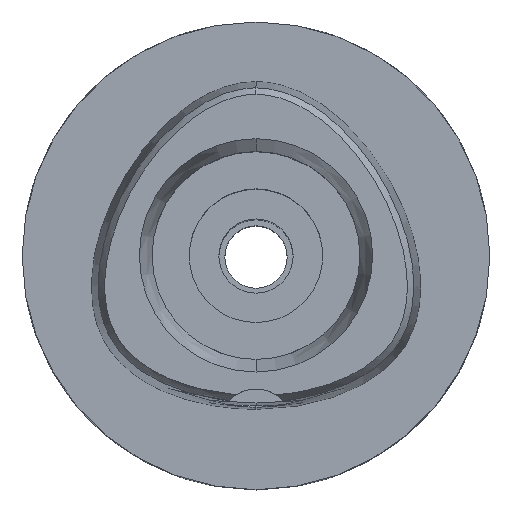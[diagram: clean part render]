
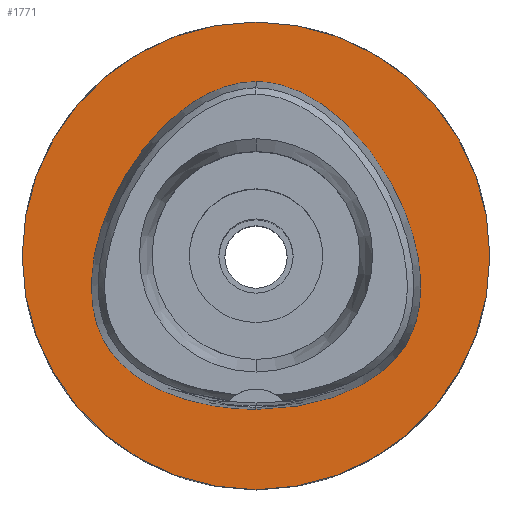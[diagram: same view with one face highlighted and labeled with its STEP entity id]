
A CAD part, top view. The second image highlights one B-rep face of the part: STEP entity #1771.
In plain terms, the highlighted planar face has unit normal (0, 0, 1).
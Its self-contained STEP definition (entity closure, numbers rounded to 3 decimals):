
#94 = CARTESIAN_POINT ( 'NONE',  ( -20.35, -11.749, 0. ) ) ;
#119 = CARTESIAN_POINT ( 'NONE',  ( -16.959, -15.678, 0. ) ) ;
#124 = DIRECTION ( 'NONE',  ( 0., 1., 0. ) ) ;
#141 = CARTESIAN_POINT ( 'NONE',  ( -7.571, 21.315, 0. ) ) ;
#274 = CARTESIAN_POINT ( 'NONE',  ( 2.565, 23.293, 0. ) ) ;
#296 = CARTESIAN_POINT ( 'NONE',  ( 16.959, -15.678, 0. ) ) ;
#396 = EDGE_CURVE ( 'NONE', #4910, #4441, #1459, .T. ) ;
#398 = AXIS2_PLACEMENT_3D ( 'NONE', #445, #1598, #3081 ) ;
#445 = CARTESIAN_POINT ( 'NONE',  ( 0., 0., 0. ) ) ;
#476 = CARTESIAN_POINT ( 'NONE',  ( -2.565, 23.293, 0. ) ) ;
#508 = CARTESIAN_POINT ( 'NONE',  ( -22.057, -6.848, 0. ) ) ;
#756 = FACE_BOUND ( 'NONE', #1095, .T. ) ;
#870 = EDGE_CURVE ( 'NONE', #4441, #4910, #3414, .T. ) ;
#922 = CARTESIAN_POINT ( 'NONE',  ( -2.114, -20.675, 0. ) ) ;
#937 = CARTESIAN_POINT ( 'NONE',  ( 0., 23.475, 0. ) ) ;
#1002 = CARTESIAN_POINT ( 'NONE',  ( 14.673, -17.214, 0. ) ) ;
#1049 = CARTESIAN_POINT ( 'NONE',  ( 20.749, 4.657, 0. ) ) ;
#1082 = ORIENTED_EDGE ( 'NONE', *, *, #2952, .F. ) ;
#1095 = EDGE_LOOP ( 'NONE', ( #2514, #3273 ) ) ;
#1098 = CARTESIAN_POINT ( 'NONE',  ( 14.408, 15.641, 0. ) ) ;
#1293 = CARTESIAN_POINT ( 'NONE',  ( -20.749, 4.657, 0. ) ) ;
#1350 = CARTESIAN_POINT ( 'NONE',  ( -11.233, -18.893, 0. ) ) ;
#1459 = B_SPLINE_CURVE_WITH_KNOTS ( 'NONE', 3,
 ( #4196, #4494, #4959, #1476, #1002, #296, #4145, #2543, #4597, #4121, #2564, #2954, #2239, #1846, #1049, #2191, #1098, #3792, #3429, #4988, #274, #2927, #1778 ),
 .UNSPECIFIED., .F., .F.,
 ( 4, 1, 1, 1, 1, 1, 1, 1, 1, 1, 1, 1, 1, 1, 1, 1, 1, 1, 1, 1, 4 ),
 ( 0., 0.083, 0.167, 0.208, 0.25, 0.292, 0.312, 0.333, 0.354, 0.375, 0.417, 0.458, 0.5, 0.583, 0.667, 0.75, 0.833, 0.875, 0.917, 0.958, 1. ),
 .UNSPECIFIED. ) ;
#1470 = CARTESIAN_POINT ( 'NONE',  ( 0., -31.5, 0. ) ) ;
#1476 = CARTESIAN_POINT ( 'NONE',  ( 11.233, -18.893, 0. ) ) ;
#1598 = DIRECTION ( 'NONE',  ( 0., 0., -1. ) ) ;
#1655 = CARTESIAN_POINT ( 'NONE',  ( -6.341, -20.298, 0. ) ) ;
#1730 = CARTESIAN_POINT ( 'NONE',  ( -20.932, -10.604, 0. ) ) ;
#1749 = CARTESIAN_POINT ( 'NONE',  ( 0., 31.5, 0. ) ) ;
#1771 = ADVANCED_FACE ( 'NONE', ( #3859, #756 ), #3881, .F. ) ;
#1778 = CARTESIAN_POINT ( 'NONE',  ( 0., 23.475, 0. ) ) ;
#1846 = CARTESIAN_POINT ( 'NONE',  ( 21.978, -0.281, 0. ) ) ;
#2062 = CARTESIAN_POINT ( 'NONE',  ( -10.746, 19.174, 0. ) ) ;
#2191 = CARTESIAN_POINT ( 'NONE',  ( 18.068, 10.432, 0. ) ) ;
#2199 = CIRCLE ( 'NONE', #3427, 31.5 ) ;
#2239 = CARTESIAN_POINT ( 'NONE',  ( 22.245, -4.1, 0. ) ) ;
#2392 = VERTEX_POINT ( 'NONE', #1749 ) ;
#2514 = ORIENTED_EDGE ( 'NONE', *, *, #870, .F. ) ;
#2517 = CARTESIAN_POINT ( 'NONE',  ( -21.555, -8.996, 0. ) ) ;
#2543 = CARTESIAN_POINT ( 'NONE',  ( 19.649, -12.825, 0. ) ) ;
#2564 = CARTESIAN_POINT ( 'NONE',  ( 21.555, -8.996, 0. ) ) ;
#2706 = EDGE_CURVE ( 'NONE', #4790, #2392, #2199, .T. ) ;
#2902 = CARTESIAN_POINT ( 'NONE',  ( -18.568, -14.169, 0. ) ) ;
#2927 = CARTESIAN_POINT ( 'NONE',  ( 0.855, 23.475, 0. ) ) ;
#2952 = EDGE_CURVE ( 'NONE', #2392, #4790, #4001, .T. ) ;
#2954 = CARTESIAN_POINT ( 'NONE',  ( 22.057, -6.848, 0. ) ) ;
#3081 = DIRECTION ( 'NONE',  ( 0., -1., 0. ) ) ;
#3156 = DIRECTION ( 'NONE',  ( 0., 0., -1. ) ) ;
#3273 = ORIENTED_EDGE ( 'NONE', *, *, #396, .F. ) ;
#3414 = B_SPLINE_CURVE_WITH_KNOTS ( 'NONE', 3,
 ( #4417, #4861, #476, #4393, #141, #2062, #3686, #4835, #1293, #3605, #4092, #508, #2517, #1730, #94, #3634, #2902, #119, #3577, #1350, #1655, #922, #4372 ),
 .UNSPECIFIED., .F., .F.,
 ( 4, 1, 1, 1, 1, 1, 1, 1, 1, 1, 1, 1, 1, 1, 1, 1, 1, 1, 1, 1, 4 ),
 ( 0., 0.042, 0.083, 0.125, 0.167, 0.25, 0.333, 0.417, 0.5, 0.542, 0.583, 0.625, 0.646, 0.667, 0.688, 0.708, 0.75, 0.792, 0.833, 0.917, 1. ),
 .UNSPECIFIED. ) ;
#3427 = AXIS2_PLACEMENT_3D ( 'NONE', #4312, #3156, #3951 ) ;
#3429 = CARTESIAN_POINT ( 'NONE',  ( 7.571, 21.315, 0. ) ) ;
#3552 = ORIENTED_EDGE ( 'NONE', *, *, #2706, .F. ) ;
#3577 = CARTESIAN_POINT ( 'NONE',  ( -14.673, -17.214, 0. ) ) ;
#3605 = CARTESIAN_POINT ( 'NONE',  ( -21.978, -0.281, 0. ) ) ;
#3634 = CARTESIAN_POINT ( 'NONE',  ( -19.649, -12.825, 0. ) ) ;
#3686 = CARTESIAN_POINT ( 'NONE',  ( -14.408, 15.641, 0. ) ) ;
#3792 = CARTESIAN_POINT ( 'NONE',  ( 10.746, 19.174, 0. ) ) ;
#3859 = FACE_OUTER_BOUND ( 'NONE', #4811, .T. ) ;
#3881 = PLANE ( 'NONE',  #398 ) ;
#3951 = DIRECTION ( 'NONE',  ( 0., -1., 0. ) ) ;
#4001 = CIRCLE ( 'NONE', #4659, 31.5 ) ;
#4092 = CARTESIAN_POINT ( 'NONE',  ( -22.245, -4.1, 0. ) ) ;
#4121 = CARTESIAN_POINT ( 'NONE',  ( 20.932, -10.604, 0. ) ) ;
#4145 = CARTESIAN_POINT ( 'NONE',  ( 18.568, -14.169, 0. ) ) ;
#4196 = CARTESIAN_POINT ( 'NONE',  ( 0., -20.675, 0. ) ) ;
#4286 = CARTESIAN_POINT ( 'NONE',  ( 0., -20.675, 0. ) ) ;
#4312 = CARTESIAN_POINT ( 'NONE',  ( 0., 0., 0. ) ) ;
#4372 = CARTESIAN_POINT ( 'NONE',  ( 0., -20.675, 0. ) ) ;
#4393 = CARTESIAN_POINT ( 'NONE',  ( -5.098, 22.526, 0. ) ) ;
#4417 = CARTESIAN_POINT ( 'NONE',  ( 0., 23.475, 0. ) ) ;
#4441 = VERTEX_POINT ( 'NONE', #937 ) ;
#4494 = CARTESIAN_POINT ( 'NONE',  ( 2.114, -20.675, 0. ) ) ;
#4597 = CARTESIAN_POINT ( 'NONE',  ( 20.35, -11.749, 0. ) ) ;
#4659 = AXIS2_PLACEMENT_3D ( 'NONE', #4813, #4665, #124 ) ;
#4665 = DIRECTION ( 'NONE',  ( 0., 0., -1. ) ) ;
#4790 = VERTEX_POINT ( 'NONE', #1470 ) ;
#4811 = EDGE_LOOP ( 'NONE', ( #1082, #3552 ) ) ;
#4813 = CARTESIAN_POINT ( 'NONE',  ( 0., 0., 0. ) ) ;
#4835 = CARTESIAN_POINT ( 'NONE',  ( -18.068, 10.432, 0. ) ) ;
#4861 = CARTESIAN_POINT ( 'NONE',  ( -0.855, 23.475, 0. ) ) ;
#4910 = VERTEX_POINT ( 'NONE', #4286 ) ;
#4959 = CARTESIAN_POINT ( 'NONE',  ( 6.341, -20.298, 0. ) ) ;
#4988 = CARTESIAN_POINT ( 'NONE',  ( 5.098, 22.526, 0. ) ) ;
